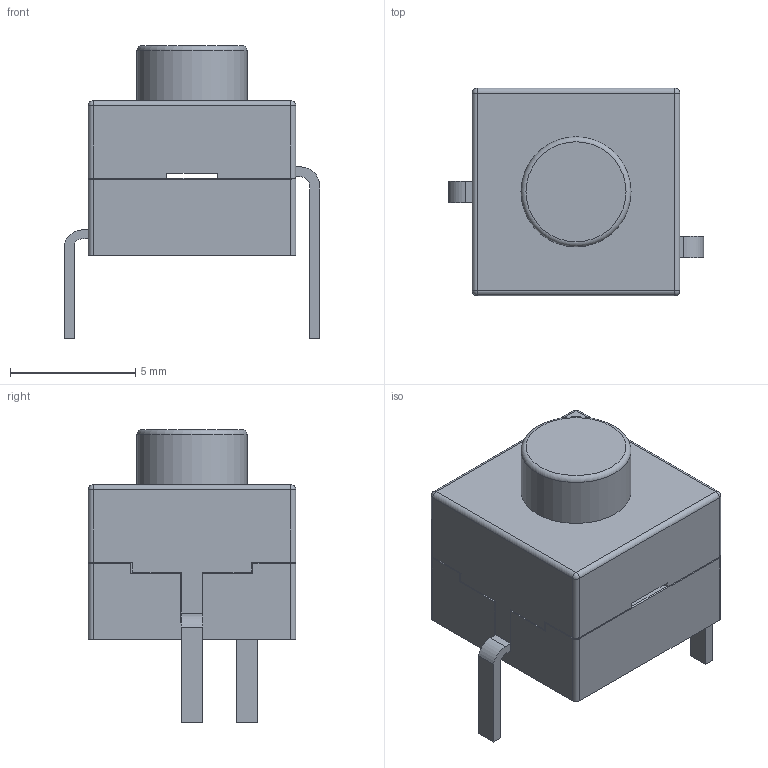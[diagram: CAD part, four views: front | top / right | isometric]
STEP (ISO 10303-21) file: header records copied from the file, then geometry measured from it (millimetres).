
FILE_DESCRIPTION(/* description */ (''),/* implementation_level */ '2;1');
FILE_NAME(/* name */ 'L068-A.step',/* time_stamp */ '2020-07-03T23:24:37-07:00',/* author */ (''),/* organization */ (''),/* preprocessor_version */ 'ST-DEVELOPER v18',/* originating_system */ 'Autodesk Translation Framework v8.2.0.1029',/* authorisation */ '');
FILE_SCHEMA (('AUTOMOTIVE_DESIGN { 1 0 10303 214 3 1 1 }'));
Length unit declared in the file: millimetre
Products named in the file (1): L068-A
Bounding box: 10.2 x 8.3 x 11.7 mm (x, y, z)
Volume: 460.6 mm3; surface area: 471.3 mm2
Topology: 4 solids, 4 shells, 83 faces, 204 edges, 127 vertices
Faces by surface type: plane 56, cylinder 20, sphere 4, torus 3
Full cylindrical faces by diameter (mm): 4.4 x1
Entity records: 2482 total; most frequent: CARTESIAN_POINT 451, DIRECTION 412, ORIENTED_EDGE 408, EDGE_CURVE 204, LINE 156, VECTOR 156, AXIS2_PLACEMENT_3D 128, VERTEX_POINT 127
